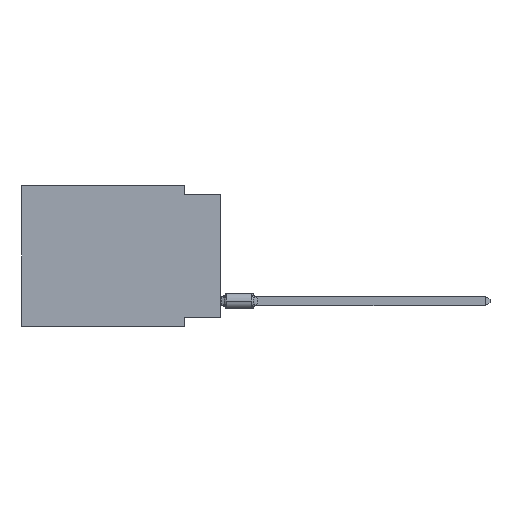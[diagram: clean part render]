
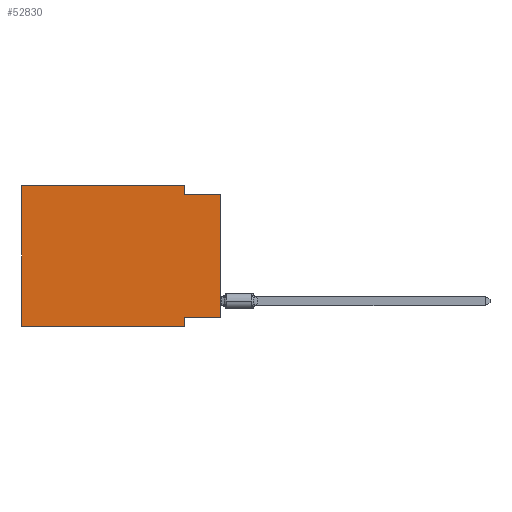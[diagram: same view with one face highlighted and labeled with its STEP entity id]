
A CAD part, left-side view. The second image highlights one B-rep face of the part: STEP entity #52830.
In plain terms, the highlighted planar face has unit normal (-1, 0, 0).
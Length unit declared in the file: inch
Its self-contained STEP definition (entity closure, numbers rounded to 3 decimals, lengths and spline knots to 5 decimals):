
#617 = LINE ( 'NONE', #82153, #2649 ) ;
#659 = CARTESIAN_POINT ( 'NONE',  ( 0., 0., 0. ) ) ;
#765 = CARTESIAN_POINT ( 'NONE',  ( 0., 0.1, 0. ) ) ;
#1204 = EDGE_CURVE ( 'NONE', #62828, #41059, #617, .T. ) ;
#2649 = VECTOR ( 'NONE', #74293, 39.37008 ) ;
#2874 = EDGE_CURVE ( 'NONE', #62828, #84906, #84502, .T. ) ;
#4546 = CARTESIAN_POINT ( 'NONE',  ( 0., 0.1, -0.365 ) ) ;
#4673 = VERTEX_POINT ( 'NONE', #52343 ) ;
#8305 = CARTESIAN_POINT ( 'NONE',  ( 0., 0.55, 0. ) ) ;
#8356 = VERTEX_POINT ( 'NONE', #8678 ) ;
#8610 = DIRECTION ( 'NONE',  ( 0., 0., -1. ) ) ;
#8678 = CARTESIAN_POINT ( 'NONE',  ( 0., 0., -0.365 ) ) ;
#10260 = DIRECTION ( 'NONE',  ( 0., 0., -1. ) ) ;
#11279 = VECTOR ( 'NONE', #24406, 39.37008 ) ;
#11309 = VERTEX_POINT ( 'NONE', #4546 ) ;
#12351 = ORIENTED_EDGE ( 'NONE', *, *, #40478, .F. ) ;
#18251 = CARTESIAN_POINT ( 'NONE',  ( 0., 0.55, 0. ) ) ;
#19249 = EDGE_CURVE ( 'NONE', #8356, #11309, #34445, .T. ) ;
#19757 = CARTESIAN_POINT ( 'NONE',  ( 0., 0., -0.025 ) ) ;
#23078 = CARTESIAN_POINT ( 'NONE',  ( 0., 0., -0.025 ) ) ;
#24406 = DIRECTION ( 'NONE',  ( 0., 0., 1. ) ) ;
#24600 = DIRECTION ( 'NONE',  ( 0., -1., 0. ) ) ;
#26292 = CARTESIAN_POINT ( 'NONE',  ( 0., 0.1, 0. ) ) ;
#27847 = DIRECTION ( 'NONE',  ( 0., 0., 1. ) ) ;
#30212 = DIRECTION ( 'NONE',  ( 0., 0., -1. ) ) ;
#30898 = VECTOR ( 'NONE', #24600, 39.37008 ) ;
#30996 = VERTEX_POINT ( 'NONE', #26292 ) ;
#34419 = LINE ( 'NONE', #659, #84945 ) ;
#34445 = LINE ( 'NONE', #60784, #44891 ) ;
#35455 = ORIENTED_EDGE ( 'NONE', *, *, #19249, .F. ) ;
#36178 = CARTESIAN_POINT ( 'NONE',  ( 0., 0.1, -0.39 ) ) ;
#38082 = DIRECTION ( 'NONE',  ( 1., 0., 0. ) ) ;
#40478 = EDGE_CURVE ( 'NONE', #11309, #41059, #77812, .T. ) ;
#41059 = VERTEX_POINT ( 'NONE', #64578 ) ;
#42390 = LINE ( 'NONE', #765, #45518 ) ;
#44139 = VERTEX_POINT ( 'NONE', #23078 ) ;
#44883 = LINE ( 'NONE', #70731, #86374 ) ;
#44891 = VECTOR ( 'NONE', #47209, 39.37008 ) ;
#45518 = VECTOR ( 'NONE', #8610, 39.37008 ) ;
#47209 = DIRECTION ( 'NONE',  ( 0., 1., 0. ) ) ;
#47955 = EDGE_CURVE ( 'NONE', #30996, #4673, #42390, .T. ) ;
#52200 = ORIENTED_EDGE ( 'NONE', *, *, #47955, .F. ) ;
#52257 = EDGE_CURVE ( 'NONE', #8356, #44139, #34419, .T. ) ;
#52343 = CARTESIAN_POINT ( 'NONE',  ( 0., 0.1, -0.025 ) ) ;
#52830 = ADVANCED_FACE ( 'NONE', ( #77134 ), #71419, .F. ) ;
#56679 = EDGE_CURVE ( 'NONE', #4673, #44139, #85129, .T. ) ;
#57817 = CARTESIAN_POINT ( 'NONE',  ( 0., 0.55, 0. ) ) ;
#58562 = ORIENTED_EDGE ( 'NONE', *, *, #1204, .T. ) ;
#60784 = CARTESIAN_POINT ( 'NONE',  ( 0., 0., -0.365 ) ) ;
#60863 = EDGE_LOOP ( 'NONE', ( #70245, #67533, #52200, #80045, #64888, #58562, #12351, #35455 ) ) ;
#62828 = VERTEX_POINT ( 'NONE', #79793 ) ;
#64578 = CARTESIAN_POINT ( 'NONE',  ( 0., 0.1, -0.39 ) ) ;
#64888 = ORIENTED_EDGE ( 'NONE', *, *, #2874, .F. ) ;
#67533 = ORIENTED_EDGE ( 'NONE', *, *, #56679, .F. ) ;
#67688 = EDGE_CURVE ( 'NONE', #84906, #30996, #44883, .T. ) ;
#70245 = ORIENTED_EDGE ( 'NONE', *, *, #52257, .T. ) ;
#70731 = CARTESIAN_POINT ( 'NONE',  ( 0., 0.55, 0. ) ) ;
#71419 = PLANE ( 'NONE',  #72473 ) ;
#71614 = DIRECTION ( 'NONE',  ( 0., -1., 0. ) ) ;
#72473 = AXIS2_PLACEMENT_3D ( 'NONE', #57817, #38082, #30212 ) ;
#74293 = DIRECTION ( 'NONE',  ( 0., -1., 0. ) ) ;
#77134 = FACE_OUTER_BOUND ( 'NONE', #60863, .T. ) ;
#77812 = LINE ( 'NONE', #36178, #84259 ) ;
#79793 = CARTESIAN_POINT ( 'NONE',  ( 0., 0.55, -0.39 ) ) ;
#80045 = ORIENTED_EDGE ( 'NONE', *, *, #67688, .F. ) ;
#82153 = CARTESIAN_POINT ( 'NONE',  ( 0., 0.55, -0.39 ) ) ;
#84259 = VECTOR ( 'NONE', #10260, 39.37008 ) ;
#84502 = LINE ( 'NONE', #18251, #11279 ) ;
#84906 = VERTEX_POINT ( 'NONE', #8305 ) ;
#84945 = VECTOR ( 'NONE', #27847, 39.37008 ) ;
#85129 = LINE ( 'NONE', #19757, #30898 ) ;
#86374 = VECTOR ( 'NONE', #71614, 39.37008 ) ;
